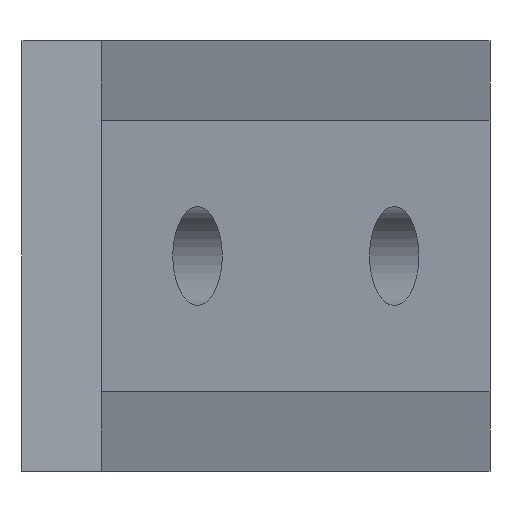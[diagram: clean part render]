
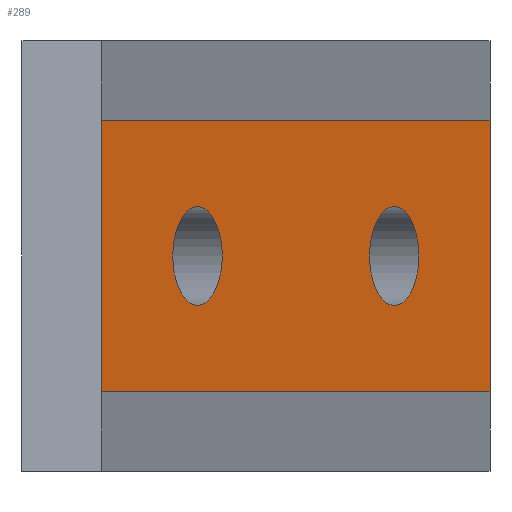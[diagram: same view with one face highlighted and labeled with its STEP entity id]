
A CAD part, front view. The second image highlights one B-rep face of the part: STEP entity #289.
In plain terms, the highlighted planar face has unit normal (0.866, -0.5, 0).
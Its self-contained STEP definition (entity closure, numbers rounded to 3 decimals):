
#21=FACE_BOUND('',#58,.T.);
#22=FACE_BOUND('',#59,.T.);
#29=CIRCLE('',#310,3.1);
#30=CIRCLE('',#311,3.1);
#39=FACE_OUTER_BOUND('',#57,.T.);
#57=EDGE_LOOP('',(#216,#217,#218,#219));
#58=EDGE_LOOP('',(#220));
#59=EDGE_LOOP('',(#221));
#75=LINE('',#411,#105);
#88=LINE('',#440,#118);
#89=LINE('',#443,#119);
#90=LINE('',#444,#120);
#105=VECTOR('',#331,10.);
#118=VECTOR('',#354,10.);
#119=VECTOR('',#357,10.);
#120=VECTOR('',#358,10.);
#135=VERTEX_POINT('',#409);
#136=VERTEX_POINT('',#410);
#147=VERTEX_POINT('',#438);
#148=VERTEX_POINT('',#442);
#149=VERTEX_POINT('',#445);
#150=VERTEX_POINT('',#447);
#159=EDGE_CURVE('',#135,#136,#75,.T.);
#174=EDGE_CURVE('',#136,#147,#88,.T.);
#175=EDGE_CURVE('',#147,#148,#89,.T.);
#176=EDGE_CURVE('',#135,#148,#90,.T.);
#177=EDGE_CURVE('',#149,#149,#29,.T.);
#178=EDGE_CURVE('',#150,#150,#30,.T.);
#216=ORIENTED_EDGE('',*,*,#159,.T.);
#217=ORIENTED_EDGE('',*,*,#174,.T.);
#218=ORIENTED_EDGE('',*,*,#175,.T.);
#219=ORIENTED_EDGE('',*,*,#176,.F.);
#220=ORIENTED_EDGE('',*,*,#177,.T.);
#221=ORIENTED_EDGE('',*,*,#178,.T.);
#277=PLANE('',#309);
#289=ADVANCED_FACE('',(#39,#21,#22),#277,.T.);
#309=AXIS2_PLACEMENT_3D('',#441,#355,#356);
#310=AXIS2_PLACEMENT_3D('',#446,#359,#360);
#311=AXIS2_PLACEMENT_3D('',#448,#361,#362);
#331=DIRECTION('',(0.5,0.866,0.));
#354=DIRECTION('',(0.,0.,1.));
#355=DIRECTION('center_axis',(0.866,-0.5,0.));
#356=DIRECTION('ref_axis',(0.5,0.866,0.));
#357=DIRECTION('',(-0.5,-0.866,0.));
#358=DIRECTION('',(0.,0.,1.));
#359=DIRECTION('center_axis',(-0.866,0.5,0.));
#360=DIRECTION('ref_axis',(-0.5,-0.866,0.));
#361=DIRECTION('center_axis',(-0.866,0.5,0.));
#362=DIRECTION('ref_axis',(-0.5,-0.866,0.));
#409=CARTESIAN_POINT('',(5.,48.66,6.5));
#410=CARTESIAN_POINT('',(29.33,90.801,6.5));
#411=CARTESIAN_POINT('',(6.267,50.854,6.5));
#438=CARTESIAN_POINT('',(29.33,90.801,23.5));
#440=CARTESIAN_POINT('',(29.33,90.801,0.));
#441=CARTESIAN_POINT('Origin',(5.,48.66,0.));
#442=CARTESIAN_POINT('',(5.,48.66,23.5));
#443=CARTESIAN_POINT('',(6.267,50.854,23.5));
#444=CARTESIAN_POINT('',(5.,48.66,0.));
#445=CARTESIAN_POINT('',(12.55,61.737,15.));
#446=CARTESIAN_POINT('Origin',(11.,59.053,15.));
#447=CARTESIAN_POINT('',(24.88,83.094,15.));
#448=CARTESIAN_POINT('Origin',(23.33,80.409,15.));
